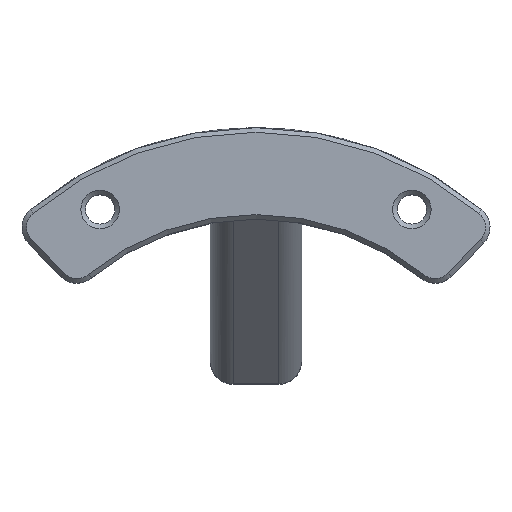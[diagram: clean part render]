
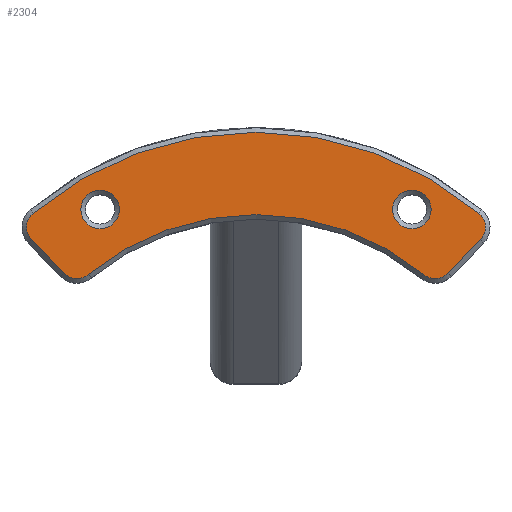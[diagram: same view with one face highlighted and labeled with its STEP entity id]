
A CAD part, top view. The second image highlights one B-rep face of the part: STEP entity #2304.
In plain terms, the highlighted planar face has unit normal (0, 0, 1).
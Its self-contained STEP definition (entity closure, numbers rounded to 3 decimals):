
#16=FACE_BOUND('',#370,.T.);
#17=FACE_BOUND('',#371,.T.);
#141=PLANE('',#2479);
#228=FACE_OUTER_BOUND('',#369,.T.);
#369=EDGE_LOOP('',(#1646,#1647,#1648,#1649,#1650,#1651,#1652,#1653));
#370=EDGE_LOOP('',(#1654));
#371=EDGE_LOOP('',(#1655));
#530=LINE('',#3451,#750);
#531=LINE('',#3458,#751);
#750=VECTOR('',#2731,10.);
#751=VECTOR('',#2738,10.);
#961=CIRCLE('',#2477,2.1);
#963=CIRCLE('',#2480,2.);
#964=CIRCLE('',#2481,28.95);
#965=CIRCLE('',#2482,2.);
#966=CIRCLE('',#2483,2.);
#967=CIRCLE('',#2484,37.95);
#968=CIRCLE('',#2485,2.);
#969=CIRCLE('',#2486,2.1);
#1048=VERTEX_POINT('',#3437);
#1050=VERTEX_POINT('',#3443);
#1051=VERTEX_POINT('',#3444);
#1052=VERTEX_POINT('',#3446);
#1053=VERTEX_POINT('',#3448);
#1054=VERTEX_POINT('',#3450);
#1055=VERTEX_POINT('',#3452);
#1056=VERTEX_POINT('',#3454);
#1057=VERTEX_POINT('',#3456);
#1058=VERTEX_POINT('',#3459);
#1274=EDGE_CURVE('',#1048,#1048,#961,.T.);
#1277=EDGE_CURVE('',#1050,#1051,#963,.T.);
#1278=EDGE_CURVE('',#1052,#1050,#964,.T.);
#1279=EDGE_CURVE('',#1053,#1052,#965,.T.);
#1280=EDGE_CURVE('',#1054,#1053,#530,.T.);
#1281=EDGE_CURVE('',#1055,#1054,#966,.T.);
#1282=EDGE_CURVE('',#1056,#1055,#967,.T.);
#1283=EDGE_CURVE('',#1057,#1056,#968,.T.);
#1284=EDGE_CURVE('',#1051,#1057,#531,.T.);
#1285=EDGE_CURVE('',#1058,#1058,#969,.T.);
#1646=ORIENTED_EDGE('',*,*,#1277,.F.);
#1647=ORIENTED_EDGE('',*,*,#1278,.F.);
#1648=ORIENTED_EDGE('',*,*,#1279,.F.);
#1649=ORIENTED_EDGE('',*,*,#1280,.F.);
#1650=ORIENTED_EDGE('',*,*,#1281,.F.);
#1651=ORIENTED_EDGE('',*,*,#1282,.F.);
#1652=ORIENTED_EDGE('',*,*,#1283,.F.);
#1653=ORIENTED_EDGE('',*,*,#1284,.F.);
#1654=ORIENTED_EDGE('',*,*,#1285,.F.);
#1655=ORIENTED_EDGE('',*,*,#1274,.F.);
#2304=ADVANCED_FACE('',(#228,#16,#17),#141,.F.);
#2477=AXIS2_PLACEMENT_3D('',#3438,#2718,#2719);
#2479=AXIS2_PLACEMENT_3D('',#3442,#2723,#2724);
#2480=AXIS2_PLACEMENT_3D('',#3445,#2725,#2726);
#2481=AXIS2_PLACEMENT_3D('',#3447,#2727,#2728);
#2482=AXIS2_PLACEMENT_3D('',#3449,#2729,#2730);
#2483=AXIS2_PLACEMENT_3D('',#3453,#2732,#2733);
#2484=AXIS2_PLACEMENT_3D('',#3455,#2734,#2735);
#2485=AXIS2_PLACEMENT_3D('',#3457,#2736,#2737);
#2486=AXIS2_PLACEMENT_3D('',#3460,#2739,#2740);
#2718=DIRECTION('center_axis',(0.,0.,
1.));
#2719=DIRECTION('ref_axis',(-1.,0.,0.));
#2723=DIRECTION('center_axis',(0.,0.,
-1.));
#2724=DIRECTION('ref_axis',(-1.,0.,0.));
#2725=DIRECTION('center_axis',(0.,0.,
-1.));
#2726=DIRECTION('ref_axis',(-0.059,-0.998,0.));
#2727=DIRECTION('center_axis',(0.,0.,
1.));
#2728=DIRECTION('ref_axis',(0.956,0.292,0.));
#2729=DIRECTION('center_axis',(0.,0.,
-1.));
#2730=DIRECTION('ref_axis',(0.059,-0.998,0.));
#2731=DIRECTION('',(-0.694,-0.72,0.));
#2732=DIRECTION('center_axis',(0.,0.,
-1.));
#2733=DIRECTION('ref_axis',(0.999,0.054,0.));
#2734=DIRECTION('center_axis',(0.,0.,
-1.));
#2735=DIRECTION('ref_axis',(0.809,0.588,0.));
#2736=DIRECTION('center_axis',(0.,0.,
-1.));
#2737=DIRECTION('ref_axis',(-0.999,0.054,0.));
#2738=DIRECTION('',(-0.694,0.72,0.));
#2739=DIRECTION('center_axis',(0.,0.,
1.));
#2740=DIRECTION('ref_axis',(-1.,0.,0.));
#3437=CARTESIAN_POINT('',(-14.926,101.759,410.99));
#3438=CARTESIAN_POINT('Origin',(-17.026,101.759,410.99));
#3442=CARTESIAN_POINT('Origin',(0.011,101.722,410.99));
#3443=CARTESIAN_POINT('',(-18.318,94.658,410.99));
#3444=CARTESIAN_POINT('',(-21.025,94.819,410.99));
#3445=CARTESIAN_POINT('Origin',(-19.584,96.206,410.99));
#3446=CARTESIAN_POINT('',(18.341,94.658,410.99));
#3447=CARTESIAN_POINT('Origin',(0.011,72.25,410.99));
#3448=CARTESIAN_POINT('',(21.048,94.819,410.99));
#3449=CARTESIAN_POINT('Origin',(19.607,96.206,410.99));
#3450=CARTESIAN_POINT('',(24.525,98.431,410.99));
#3451=CARTESIAN_POINT('',(20.348,94.093,410.99));
#3452=CARTESIAN_POINT('',(24.368,101.352,410.99));
#3453=CARTESIAN_POINT('Origin',(23.085,99.818,410.99));
#3454=CARTESIAN_POINT('',(-24.345,101.352,410.99));
#3455=CARTESIAN_POINT('Origin',(0.011,72.25,410.99));
#3456=CARTESIAN_POINT('',(-24.503,98.431,410.99));
#3457=CARTESIAN_POINT('Origin',(-23.062,99.818,410.99));
#3458=CARTESIAN_POINT('',(-16.858,90.491,410.99));
#3459=CARTESIAN_POINT('',(19.149,101.759,410.99));
#3460=CARTESIAN_POINT('Origin',(17.049,101.759,410.99));
